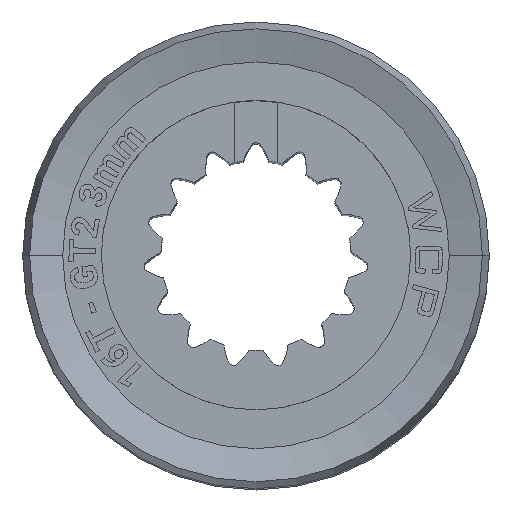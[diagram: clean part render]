
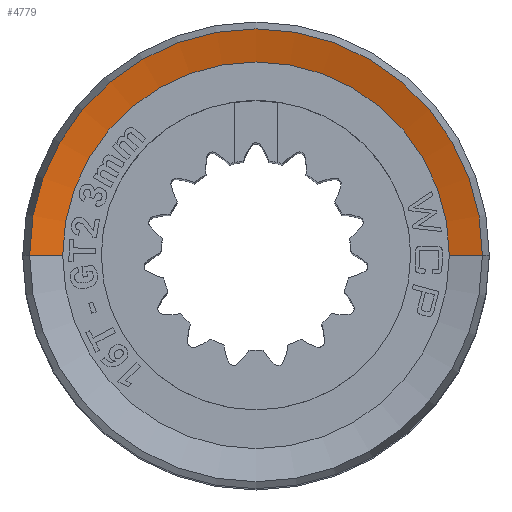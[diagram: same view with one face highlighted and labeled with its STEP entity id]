
A CAD part, top view. The second image highlights one B-rep face of the part: STEP entity #4779.
In plain terms, the highlighted conical face has half-angle 75 degrees and reference radius 8.491 mm.
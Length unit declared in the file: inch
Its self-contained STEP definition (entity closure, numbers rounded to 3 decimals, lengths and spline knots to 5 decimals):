
#44 = CARTESIAN_POINT ( 'NONE',  ( 0.28543, 0., 0.58087 ) ) ;
#157 = EDGE_CURVE ( 'NONE', #12466, #1805, #969, .T. ) ;
#969 = CIRCLE ( 'NONE', #5699, 0.28543 ) ;
#1134 = ORIENTED_EDGE ( 'NONE', *, *, #2064, .T. ) ;
#1180 = CARTESIAN_POINT ( 'NONE',  ( 0., 0., 0.59396 ) ) ;
#1723 = FACE_OUTER_BOUND ( 'NONE', #2273, .T. ) ;
#1805 = VERTEX_POINT ( 'NONE', #44 ) ;
#2064 = EDGE_CURVE ( 'NONE', #1805, #9576, #14317, .T. ) ;
#2112 = DIRECTION ( 'NONE',  ( -1., 0., 0. ) ) ;
#2238 = EDGE_CURVE ( 'NONE', #12466, #9500, #5369, .T. ) ;
#2273 = EDGE_LOOP ( 'NONE', ( #5168, #11529, #1134, #3683 ) ) ;
#3279 = DIRECTION ( 'NONE',  ( 0., 0., -1. ) ) ;
#3327 = AXIS2_PLACEMENT_3D ( 'NONE', #1180, #3279, #2112 ) ;
#3481 = DIRECTION ( 'NONE',  ( -1., 0., 0. ) ) ;
#3683 = ORIENTED_EDGE ( 'NONE', *, *, #4902, .F. ) ;
#3722 = CARTESIAN_POINT ( 'NONE',  ( 0., 0., 0.58087 ) ) ;
#4779 = ADVANCED_FACE ( 'NONE', ( #1723 ), #13329, .F. ) ;
#4902 = EDGE_CURVE ( 'NONE', #9500, #9576, #11069, .T. ) ;
#5168 = ORIENTED_EDGE ( 'NONE', *, *, #2238, .F. ) ;
#5369 = LINE ( 'NONE', #8671, #7763 ) ;
#5699 = AXIS2_PLACEMENT_3D ( 'NONE', #3722, #11940, #3481 ) ;
#6642 = DIRECTION ( 'NONE',  ( 0., 0., 1. ) ) ;
#7213 = CARTESIAN_POINT ( 'NONE',  ( -0.28543, 0., 0.58087 ) ) ;
#7763 = VECTOR ( 'NONE', #8817, 39.37008 ) ;
#8671 = CARTESIAN_POINT ( 'NONE',  ( -0.3343, 0., 0.59396 ) ) ;
#8817 = DIRECTION ( 'NONE',  ( -0.966, 0., 0.259 ) ) ;
#8846 = CARTESIAN_POINT ( 'NONE',  ( 0., 0., 0.59396 ) ) ;
#9500 = VERTEX_POINT ( 'NONE', #15260 ) ;
#9576 = VERTEX_POINT ( 'NONE', #9816 ) ;
#9790 = VECTOR ( 'NONE', #12138, 39.37008 ) ;
#9793 = CARTESIAN_POINT ( 'NONE',  ( 0.3343, 0., 0.59396 ) ) ;
#9816 = CARTESIAN_POINT ( 'NONE',  ( 0.3343, 0., 0.59396 ) ) ;
#11069 = CIRCLE ( 'NONE', #3327, 0.3343 ) ;
#11529 = ORIENTED_EDGE ( 'NONE', *, *, #157, .T. ) ;
#11940 = DIRECTION ( 'NONE',  ( 0., 0., -1. ) ) ;
#12138 = DIRECTION ( 'NONE',  ( 0.966, 0., 0.259 ) ) ;
#12466 = VERTEX_POINT ( 'NONE', #7213 ) ;
#12669 = DIRECTION ( 'NONE',  ( 1., 0., 0. ) ) ;
#13329 = CONICAL_SURFACE ( 'NONE', #15294, 0.3343, 1.309 ) ;
#14317 = LINE ( 'NONE', #9793, #9790 ) ;
#15260 = CARTESIAN_POINT ( 'NONE',  ( -0.3343, 0., 0.59396 ) ) ;
#15294 = AXIS2_PLACEMENT_3D ( 'NONE', #8846, #6642, #12669 ) ;
